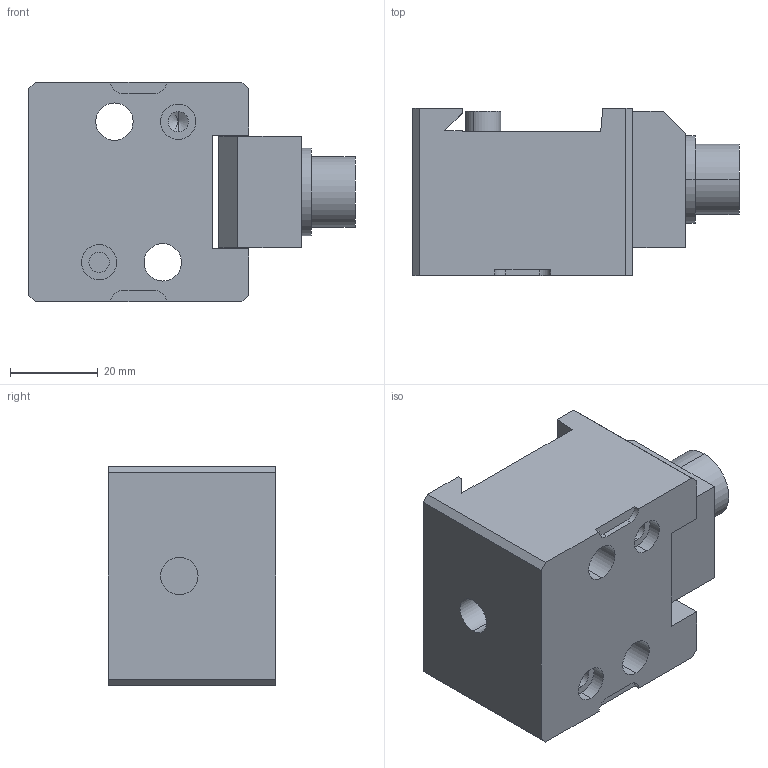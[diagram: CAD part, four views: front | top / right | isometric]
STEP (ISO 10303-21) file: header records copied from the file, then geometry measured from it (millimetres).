
FILE_DESCRIPTION (( 'STEP AP214' ), '1' );
FILE_NAME ('D_DM50.STEP', '2020-03-13T01:18:57', ( '' ), ( '' ), 'SwSTEP 2.0', 'SolidWorks 2018', '' );
FILE_SCHEMA (( 'AUTOMOTIVE_DESIGN' ));
Length unit declared in the file: millimetre
Products named in the file (4): D_DM50-3_LP8; D_DM50-2; D_DM50; D_DM50-1_METRIC UPDATED
Assembly tree (3 placements, depth 2):
  D_DM50
    D_DM50-1_METRIC UPDATED
    D_DM50-2
    D_DM50-3_LP8
Bounding box: 74.27 x 38 x 50 mm (x, y, z)
Volume: 76736.9 mm3; surface area: 22275 mm2
Topology: 3 solids, 3 shells, 101 faces, 244 edges, 161 vertices
Faces by surface type: plane 59, cylinder 40, cone 2
Entity records: 3283 total; most frequent: DIRECTION 536, CARTESIAN_POINT 510, ORIENTED_EDGE 484, EDGE_CURVE 242, AXIS2_PLACEMENT_3D 187, LINE 162, VECTOR 162, VERTEX_POINT 161
